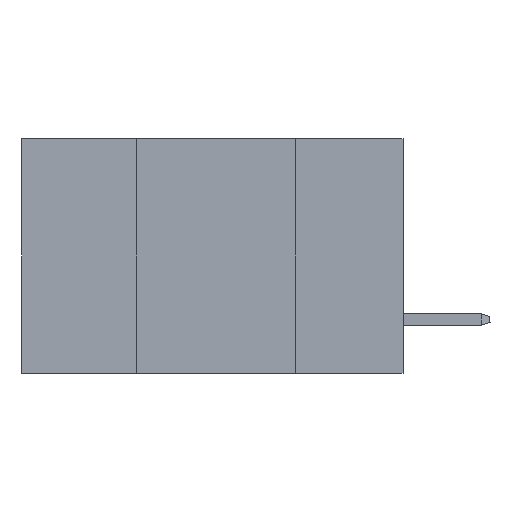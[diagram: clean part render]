
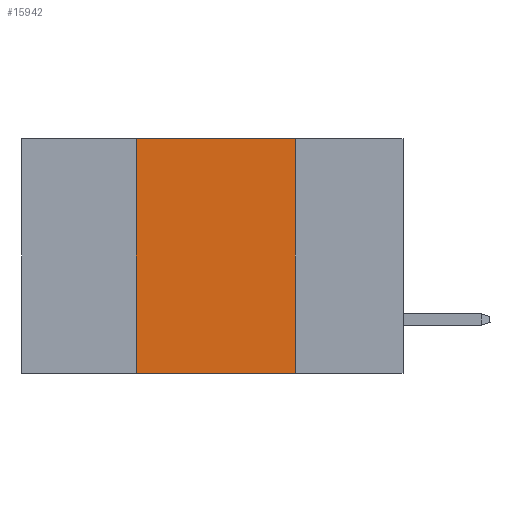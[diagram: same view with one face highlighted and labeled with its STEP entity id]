
A CAD part, left-side view. The second image highlights one B-rep face of the part: STEP entity #15942.
In plain terms, the highlighted planar face has unit normal (-1, 0, 0).
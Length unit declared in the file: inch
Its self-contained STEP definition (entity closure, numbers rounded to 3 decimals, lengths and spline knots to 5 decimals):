
#494 = DIRECTION ( 'NONE',  ( 0., 0., -1. ) ) ;
#1895 = LINE ( 'NONE', #12627, #24591 ) ;
#2573 = CARTESIAN_POINT ( 'NONE',  ( 0., 0.42, 0. ) ) ;
#2741 = DIRECTION ( 'NONE',  ( 1., 0., 0. ) ) ;
#3964 = VECTOR ( 'NONE', #42718, 39.37008 ) ;
#6122 = DIRECTION ( 'NONE',  ( 0., -1., 0. ) ) ;
#6281 = AXIS2_PLACEMENT_3D ( 'NONE', #33371, #2741, #9664 ) ;
#6596 = VERTEX_POINT ( 'NONE', #34536 ) ;
#8810 = VERTEX_POINT ( 'NONE', #31770 ) ;
#9296 = EDGE_CURVE ( 'NONE', #43227, #8810, #26708, .T. ) ;
#9476 = VECTOR ( 'NONE', #9498, 39.37008 ) ;
#9498 = DIRECTION ( 'NONE',  ( 0., 0., 1. ) ) ;
#9664 = DIRECTION ( 'NONE',  ( 0., 0., -1. ) ) ;
#10065 = ORIENTED_EDGE ( 'NONE', *, *, #28701, .F. ) ;
#10856 = EDGE_CURVE ( 'NONE', #43227, #11992, #1895, .T. ) ;
#11156 = EDGE_CURVE ( 'NONE', #6596, #11992, #28451, .T. ) ;
#11992 = VERTEX_POINT ( 'NONE', #37727 ) ;
#12627 = CARTESIAN_POINT ( 'NONE',  ( 0., 0.6, -0.37 ) ) ;
#15942 = ADVANCED_FACE ( 'NONE', ( #40288 ), #26444, .F. ) ;
#19041 = LINE ( 'NONE', #36449, #3964 ) ;
#22791 = ORIENTED_EDGE ( 'NONE', *, *, #10856, .T. ) ;
#24591 = VECTOR ( 'NONE', #6122, 39.37008 ) ;
#26444 = PLANE ( 'NONE',  #6281 ) ;
#26708 = LINE ( 'NONE', #2573, #9476 ) ;
#28451 = LINE ( 'NONE', #34938, #37436 ) ;
#28701 = EDGE_CURVE ( 'NONE', #8810, #6596, #19041, .T. ) ;
#31770 = CARTESIAN_POINT ( 'NONE',  ( 0., 0.42, 0. ) ) ;
#32249 = ORIENTED_EDGE ( 'NONE', *, *, #11156, .F. ) ;
#33371 = CARTESIAN_POINT ( 'NONE',  ( 0., 0.6, 0. ) ) ;
#34536 = CARTESIAN_POINT ( 'NONE',  ( 0., 0.17, 0. ) ) ;
#34938 = CARTESIAN_POINT ( 'NONE',  ( 0., 0.17, 0. ) ) ;
#36449 = CARTESIAN_POINT ( 'NONE',  ( 0., 0.6, 0. ) ) ;
#37436 = VECTOR ( 'NONE', #494, 39.37008 ) ;
#37727 = CARTESIAN_POINT ( 'NONE',  ( 0., 0.17, -0.37 ) ) ;
#37879 = CARTESIAN_POINT ( 'NONE',  ( 0., 0.42, -0.37 ) ) ;
#40288 = FACE_OUTER_BOUND ( 'NONE', #42187, .T. ) ;
#42187 = EDGE_LOOP ( 'NONE', ( #32249, #10065, #43121, #22791 ) ) ;
#42718 = DIRECTION ( 'NONE',  ( 0., -1., 0. ) ) ;
#43121 = ORIENTED_EDGE ( 'NONE', *, *, #9296, .F. ) ;
#43227 = VERTEX_POINT ( 'NONE', #37879 ) ;
